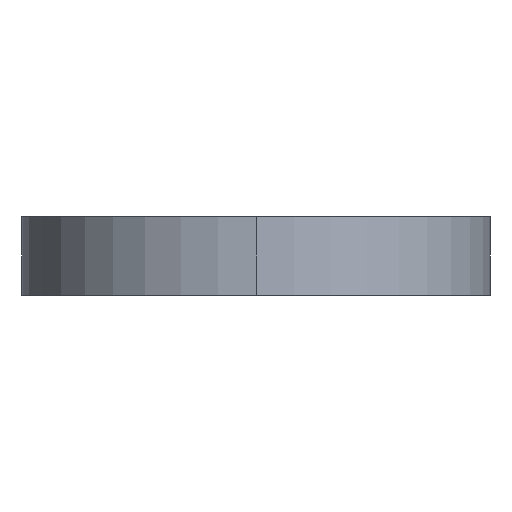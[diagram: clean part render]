
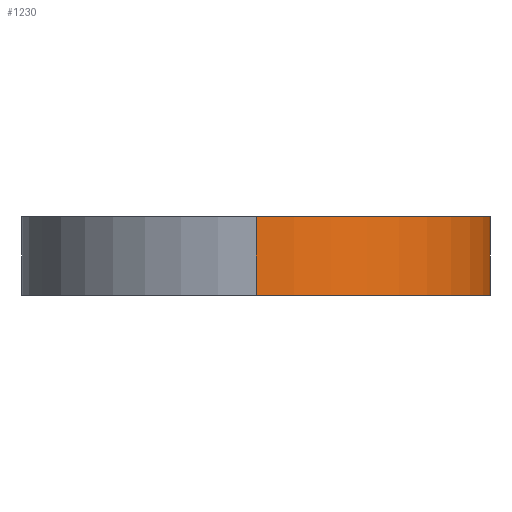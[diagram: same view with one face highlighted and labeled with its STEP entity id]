
A CAD part, left-side view. The second image highlights one B-rep face of the part: STEP entity #1230.
In plain terms, the highlighted cylindrical face has radius 60 mm (diameter 120 mm), a partial arc.
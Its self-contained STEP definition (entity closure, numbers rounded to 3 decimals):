
#67 = CARTESIAN_POINT ( 'NONE',  ( 23.077, -55.385, 20. ) ) ;
#90 = ORIENTED_EDGE ( 'NONE', *, *, #1693, .T. ) ;
#108 = VERTEX_POINT ( 'NONE', #830 ) ;
#163 = VERTEX_POINT ( 'NONE', #67 ) ;
#189 = CARTESIAN_POINT ( 'NONE',  ( -60., 0., 20. ) ) ;
#246 = DIRECTION ( 'NONE',  ( 0., 0., 1. ) ) ;
#262 = CARTESIAN_POINT ( 'NONE',  ( 23.077, -55.385, 20. ) ) ;
#273 = CARTESIAN_POINT ( 'NONE',  ( -60., 0., 20. ) ) ;
#282 = AXIS2_PLACEMENT_3D ( 'NONE', #374, #1173, #1282 ) ;
#303 = ORIENTED_EDGE ( 'NONE', *, *, #1471, .F. ) ;
#374 = CARTESIAN_POINT ( 'NONE',  ( 0., 0., 20. ) ) ;
#401 = VECTOR ( 'NONE', #1289, 1000. ) ;
#500 = ORIENTED_EDGE ( 'NONE', *, *, #823, .T. ) ;
#564 = AXIS2_PLACEMENT_3D ( 'NONE', #1507, #1684, #847 ) ;
#614 = CIRCLE ( 'NONE', #1411, 60. ) ;
#686 = VECTOR ( 'NONE', #935, 1000. ) ;
#773 = ORIENTED_EDGE ( 'NONE', *, *, #1337, .F. ) ;
#823 = EDGE_CURVE ( 'NONE', #1140, #108, #1454, .T. ) ;
#830 = CARTESIAN_POINT ( 'NONE',  ( -60., 0., 0. ) ) ;
#847 = DIRECTION ( 'NONE',  ( 1., 0., 0. ) ) ;
#928 = EDGE_LOOP ( 'NONE', ( #773, #500, #90, #303 ) ) ;
#935 = DIRECTION ( 'NONE',  ( 0., 0., -1. ) ) ;
#1109 = VERTEX_POINT ( 'NONE', #1532 ) ;
#1140 = VERTEX_POINT ( 'NONE', #189 ) ;
#1141 = FACE_OUTER_BOUND ( 'NONE', #928, .T. ) ;
#1164 = LINE ( 'NONE', #262, #401 ) ;
#1173 = DIRECTION ( 'NONE',  ( 0., 0., -1. ) ) ;
#1230 = ADVANCED_FACE ( 'NONE', ( #1141 ), #1408, .T. ) ;
#1282 = DIRECTION ( 'NONE',  ( -1., 0., 0. ) ) ;
#1289 = DIRECTION ( 'NONE',  ( 0., 0., -1. ) ) ;
#1337 = EDGE_CURVE ( 'NONE', #1140, #163, #614, .T. ) ;
#1408 = CYLINDRICAL_SURFACE ( 'NONE', #282, 60. ) ;
#1411 = AXIS2_PLACEMENT_3D ( 'NONE', #1424, #246, #1689 ) ;
#1417 = CIRCLE ( 'NONE', #564, 60. ) ;
#1424 = CARTESIAN_POINT ( 'NONE',  ( 0., 0., 20. ) ) ;
#1454 = LINE ( 'NONE', #273, #686 ) ;
#1471 = EDGE_CURVE ( 'NONE', #163, #1109, #1164, .T. ) ;
#1507 = CARTESIAN_POINT ( 'NONE',  ( 0., 0., 0. ) ) ;
#1532 = CARTESIAN_POINT ( 'NONE',  ( 23.077, -55.385, 0. ) ) ;
#1684 = DIRECTION ( 'NONE',  ( 0., 0., 1. ) ) ;
#1689 = DIRECTION ( 'NONE',  ( 1., 0., 0. ) ) ;
#1693 = EDGE_CURVE ( 'NONE', #108, #1109, #1417, .T. ) ;
